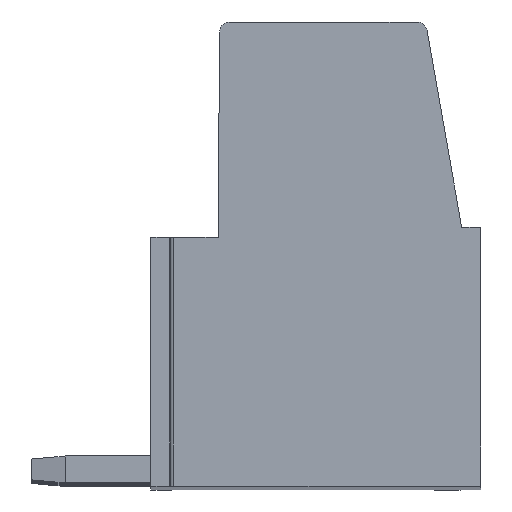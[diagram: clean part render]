
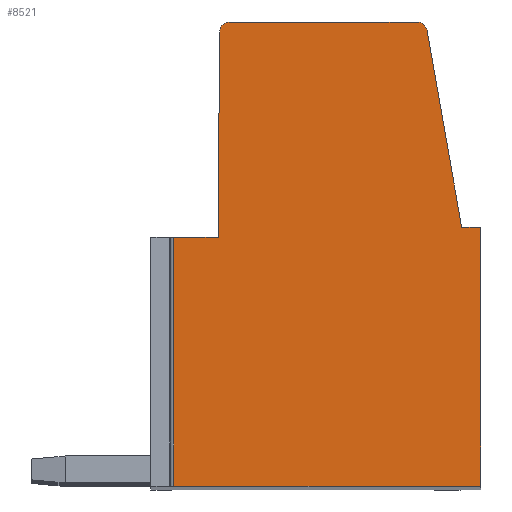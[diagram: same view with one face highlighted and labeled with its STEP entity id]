
A CAD part, top view. The second image highlights one B-rep face of the part: STEP entity #8521.
In plain terms, the highlighted planar face has unit normal (0, 0, 1).
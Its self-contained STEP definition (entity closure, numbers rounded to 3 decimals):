
#1483=DIRECTION('',(0.,1.,0.));
#1484=VECTOR('',#1483,7.4);
#1485=CARTESIAN_POINT('',(-4.225,-7.4,2.5));
#1486=LINE('',#1485,#1484);
#1487=DIRECTION('',(-1.,0.,0.));
#1488=VECTOR('',#1487,1.325);
#1489=CARTESIAN_POINT('',(-2.9,0.,2.5));
#1490=LINE('',#1489,#1488);
#1491=DIRECTION('',(-0.007,-1.,0.));
#1492=VECTOR('',#1491,6.1);
#1493=CARTESIAN_POINT('',(-2.859,6.1,2.5));
#1494=LINE('',#1493,#1492);
#1495=CARTESIAN_POINT('',(-2.557,6.098,2.5));
#1496=DIRECTION('',(0.,0.,1.));
#1497=DIRECTION('',(0.,1.,0.));
#1498=AXIS2_PLACEMENT_3D('',#1495,#1496,#1497);
#1500=DIRECTION('',(-1.,0.,0.));
#1501=VECTOR('',#1500,5.57);
#1502=CARTESIAN_POINT('',(3.013,6.4,2.5));
#1503=LINE('',#1502,#1501);
#1504=CARTESIAN_POINT('',(3.013,6.098,2.5));
#1505=DIRECTION('',(0.,0.,1.));
#1506=DIRECTION('',(0.985,0.173,0.));
#1507=AXIS2_PLACEMENT_3D('',#1504,#1505,#1506);
#1509=DIRECTION('',(-0.173,0.985,0.));
#1510=VECTOR('',#1509,5.94);
#1511=CARTESIAN_POINT('',(4.34,0.3,2.5));
#1512=LINE('',#1511,#1510);
#1513=DIRECTION('',(-1.,0.,0.));
#1514=VECTOR('',#1513,0.56);
#1515=CARTESIAN_POINT('',(4.9,0.3,2.5));
#1516=LINE('',#1515,#1514);
#1517=DIRECTION('',(0.,1.,0.));
#1518=VECTOR('',#1517,7.7);
#1519=CARTESIAN_POINT('',(4.9,-7.4,2.5));
#1520=LINE('',#1519,#1518);
#1521=DIRECTION('',(1.,0.,0.));
#1522=VECTOR('',#1521,9.125);
#1523=CARTESIAN_POINT('',(-4.225,-7.4,2.5));
#1524=LINE('',#1523,#1522);
#5039=CARTESIAN_POINT('',(4.9,-7.4,2.5));
#5040=CARTESIAN_POINT('',(4.9,0.3,2.5));
#5041=VERTEX_POINT('',#5039);
#5042=VERTEX_POINT('',#5040);
#5043=CARTESIAN_POINT('',(4.34,0.3,2.5));
#5044=VERTEX_POINT('',#5043);
#5045=CARTESIAN_POINT('',(3.311,6.15,2.5));
#5046=VERTEX_POINT('',#5045);
#5047=CARTESIAN_POINT('',(3.013,6.4,2.5));
#5048=VERTEX_POINT('',#5047);
#5049=CARTESIAN_POINT('',(-2.557,6.4,2.5));
#5050=VERTEX_POINT('',#5049);
#5051=CARTESIAN_POINT('',(-2.859,6.1,2.5));
#5052=VERTEX_POINT('',#5051);
#5053=CARTESIAN_POINT('',(-2.9,0.,2.5));
#5054=VERTEX_POINT('',#5053);
#5099=CARTESIAN_POINT('',(-4.225,-7.4,2.5));
#5100=CARTESIAN_POINT('',(-4.225,0.,2.5));
#5101=VERTEX_POINT('',#5099);
#5102=VERTEX_POINT('',#5100);
#8497=CARTESIAN_POINT('',(0.,0.,2.5));
#8498=DIRECTION('',(0.,0.,1.));
#8499=DIRECTION('',(1.,0.,0.));
#8500=AXIS2_PLACEMENT_3D('',#8497,#8498,#8499);
#8501=PLANE('',#8500);
#8502=ORIENTED_EDGE('',*,*,#8489,.T.);
#8503=ORIENTED_EDGE('',*,*,#6456,.F.);
#8505=ORIENTED_EDGE('',*,*,#8504,.F.);
#8507=ORIENTED_EDGE('',*,*,#8506,.F.);
#8509=ORIENTED_EDGE('',*,*,#8508,.F.);
#8511=ORIENTED_EDGE('',*,*,#8510,.F.);
#8513=ORIENTED_EDGE('',*,*,#8512,.F.);
#8515=ORIENTED_EDGE('',*,*,#8514,.F.);
#8517=ORIENTED_EDGE('',*,*,#8516,.F.);
#8518=ORIENTED_EDGE('',*,*,#6624,.F.);
#8519=EDGE_LOOP('',(#8502,#8503,#8505,#8507,#8509,#8511,#8513,#8515,#8517,
#8518));
#8520=FACE_OUTER_BOUND('',#8519,.F.);
#1499=CIRCLE('',#1498,0.302);
#1508=CIRCLE('',#1507,0.302);
#6456=EDGE_CURVE('',#5054,#5102,#1490,.T.);
#6624=EDGE_CURVE('',#5101,#5041,#1524,.T.);
#8489=EDGE_CURVE('',#5101,#5102,#1486,.T.);
#8504=EDGE_CURVE('',#5052,#5054,#1494,.T.);
#8506=EDGE_CURVE('',#5050,#5052,#1499,.T.);
#8508=EDGE_CURVE('',#5048,#5050,#1503,.T.);
#8510=EDGE_CURVE('',#5046,#5048,#1508,.T.);
#8512=EDGE_CURVE('',#5044,#5046,#1512,.T.);
#8514=EDGE_CURVE('',#5042,#5044,#1516,.T.);
#8516=EDGE_CURVE('',#5041,#5042,#1520,.T.);
#8521=ADVANCED_FACE('',(#8520),#8501,.T.);
